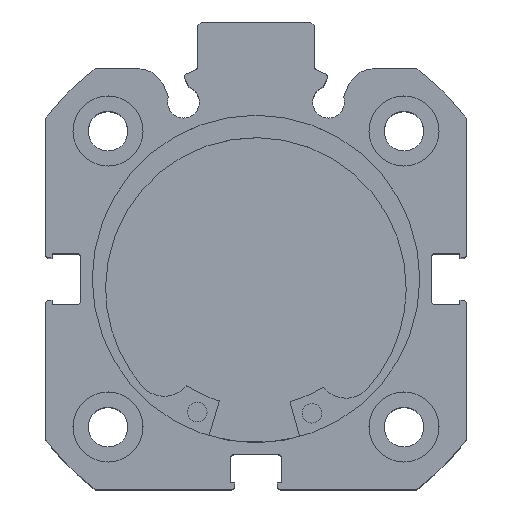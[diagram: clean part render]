
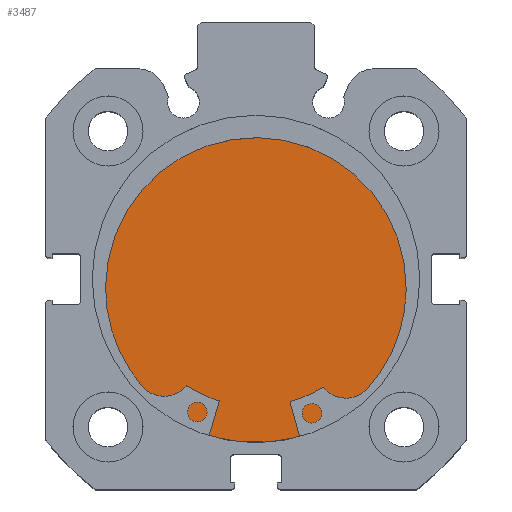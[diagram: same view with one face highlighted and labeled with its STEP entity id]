
A CAD part, top view. The second image highlights one B-rep face of the part: STEP entity #3487.
In plain terms, the highlighted face is planar.
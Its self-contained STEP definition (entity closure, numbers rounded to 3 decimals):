
#493 = CIRCLE ( 'NONE', #2640, 21. ) ;
#972 = CARTESIAN_POINT ( 'NONE',  ( 8.5, 0., 21. ) ) ;
#976 = CARTESIAN_POINT ( 'NONE',  ( 8.5, 0., -21. ) ) ;
#1359 = DIRECTION ( 'NONE',  ( 0., 0., 1. ) ) ;
#1360 = DIRECTION ( 'NONE',  ( -1., 0., 0. ) ) ;
#1363 = CARTESIAN_POINT ( 'NONE',  ( 8.5, 0., 0. ) ) ;
#2352 = CARTESIAN_POINT ( 'NONE',  ( 8.5, 0., 0. ) ) ;
#2369 = DIRECTION ( 'NONE',  ( -1., 0., 0. ) ) ;
#2370 = DIRECTION ( 'NONE',  ( 0., 0., 1. ) ) ;
#2640 = AXIS2_PLACEMENT_3D ( 'NONE', #2352, #2369, #2370 ) ;
#2977 = DIRECTION ( 'NONE',  ( 0., 0., 1. ) ) ;
#2978 = DIRECTION ( 'NONE',  ( -1., 0., 0. ) ) ;
#2986 = CARTESIAN_POINT ( 'NONE',  ( 8.5, 21., 0. ) ) ;
#2991 = PLANE ( 'NONE',  #4434 ) ;
#3426 = AXIS2_PLACEMENT_3D ( 'NONE', #1363, #1360, #1359 ) ;
#3487 = ADVANCED_FACE ( 'NONE', ( #6000 ), #2991, .F. ) ;
#3701 = VERTEX_POINT ( 'NONE', #976 ) ;
#3702 = VERTEX_POINT ( 'NONE', #972 ) ;
#4434 = AXIS2_PLACEMENT_3D ( 'NONE', #2986, #2978, #2977 ) ;
#4597 = EDGE_CURVE ( 'NONE', #3702, #3701, #6501, .T. ) ;
#5550 = ORIENTED_EDGE ( 'NONE', *, *, #5838, .F. ) ;
#5602 = ORIENTED_EDGE ( 'NONE', *, *, #4597, .F. ) ;
#5632 = EDGE_LOOP ( 'NONE', ( #5602, #5550 ) ) ;
#5838 = EDGE_CURVE ( 'NONE', #3701, #3702, #493, .T. ) ;
#6000 = FACE_OUTER_BOUND ( 'NONE', #5632, .T. ) ;
#6501 = CIRCLE ( 'NONE', #3426, 21. ) ;
